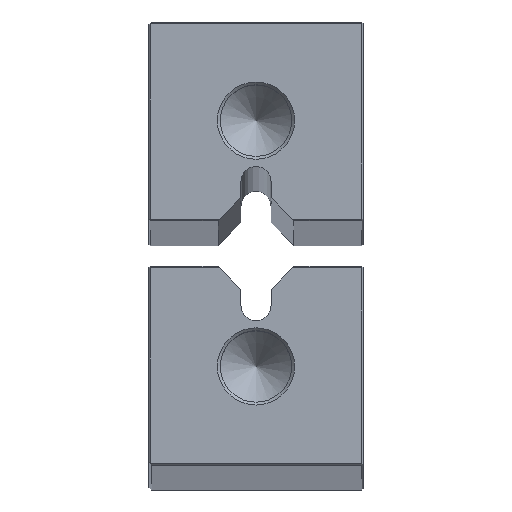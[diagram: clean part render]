
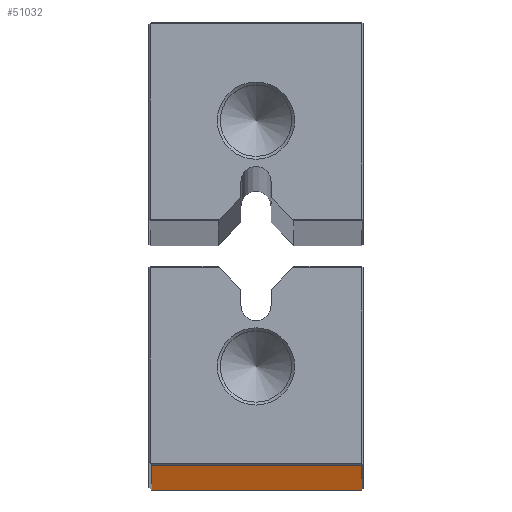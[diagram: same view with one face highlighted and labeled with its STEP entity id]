
A CAD part, top view. The second image highlights one B-rep face of the part: STEP entity #51032.
In plain terms, the highlighted planar face has unit normal (0, -1, 0).
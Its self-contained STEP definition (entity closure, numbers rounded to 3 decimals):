
#40182 = PLANE('',#40183);
#40183 = AXIS2_PLACEMENT_3D('',#40184,#40185,#40186);
#40184 = CARTESIAN_POINT('',(7.5,-15.45,0.05));
#40185 = DIRECTION('',(0.,0.707,0.707));
#40186 = DIRECTION('',(1.,0.,0.));
#40490 = PLANE('',#40491);
#40491 = AXIS2_PLACEMENT_3D('',#40492,#40493,#40494);
#40492 = CARTESIAN_POINT('',(7.5,-15.45,999.95));
#40493 = DIRECTION('',(0.,-0.707,
    0.707));
#40494 = DIRECTION('',(1.,0.,0.));
#40777 = PLANE('',#40778);
#40778 = AXIS2_PLACEMENT_3D('',#40779,#40780,#40781);
#40779 = CARTESIAN_POINT('',(-7.4,-15.4,0.));
#40780 = DIRECTION('',(-0.707,-0.707,
    0.));
#40781 = DIRECTION('',(0.,0.,1.));
#44361 = VERTEX_POINT('',#44362);
#44362 = CARTESIAN_POINT('',(7.4,-15.5,0.1));
#44383 = EDGE_CURVE('',#44361,#44384,#44386,.T.);
#44384 = VERTEX_POINT('',#44385);
#44385 = CARTESIAN_POINT('',(-7.3,-15.5,0.1));
#44386 = SURFACE_CURVE('',#44387,(#44391,#44398),.PCURVE_S1.);
#44387 = LINE('',#44388,#44389);
#44388 = CARTESIAN_POINT('',(7.5,-15.5,0.1));
#44389 = VECTOR('',#44390,1.);
#44390 = DIRECTION('',(-1.,0.,0.));
#44391 = PCURVE('',#40182,#44392);
#44392 = DEFINITIONAL_REPRESENTATION('',(#44393),#44397);
#44393 = LINE('',#44394,#44395);
#44394 = CARTESIAN_POINT('',(0.,-0.071));
#44395 = VECTOR('',#44396,1.);
#44396 = DIRECTION('',(-1.,0.));
#44397 = ( GEOMETRIC_REPRESENTATION_CONTEXT(2) 
PARAMETRIC_REPRESENTATION_CONTEXT() REPRESENTATION_CONTEXT('2D SPACE',''
  ) );
#44398 = PCURVE('',#44399,#44404);
#44399 = PLANE('',#44400);
#44400 = AXIS2_PLACEMENT_3D('',#44401,#44402,#44403);
#44401 = CARTESIAN_POINT('',(7.5,-15.5,0.));
#44402 = DIRECTION('',(0.,-1.,0.));
#44403 = DIRECTION('',(-1.,0.,0.));
#44404 = DEFINITIONAL_REPRESENTATION('',(#44405),#44409);
#44405 = LINE('',#44406,#44407);
#44406 = CARTESIAN_POINT('',(0.,-0.1));
#44407 = VECTOR('',#44408,1.);
#44408 = DIRECTION('',(1.,0.));
#44409 = ( GEOMETRIC_REPRESENTATION_CONTEXT(2) 
PARAMETRIC_REPRESENTATION_CONTEXT() REPRESENTATION_CONTEXT('2D SPACE',''
  ) );
#44676 = VERTEX_POINT('',#44677);
#44677 = CARTESIAN_POINT('',(7.4,-15.5,999.9));
#44698 = EDGE_CURVE('',#44676,#44699,#44701,.T.);
#44699 = VERTEX_POINT('',#44700);
#44700 = CARTESIAN_POINT('',(-7.3,-15.5,999.9));
#44701 = SURFACE_CURVE('',#44702,(#44706,#44713),.PCURVE_S1.);
#44702 = LINE('',#44703,#44704);
#44703 = CARTESIAN_POINT('',(7.5,-15.5,999.9));
#44704 = VECTOR('',#44705,1.);
#44705 = DIRECTION('',(-1.,0.,0.));
#44706 = PCURVE('',#40490,#44707);
#44707 = DEFINITIONAL_REPRESENTATION('',(#44708),#44712);
#44708 = LINE('',#44709,#44710);
#44709 = CARTESIAN_POINT('',(0.,-0.071));
#44710 = VECTOR('',#44711,1.);
#44711 = DIRECTION('',(-1.,0.));
#44712 = ( GEOMETRIC_REPRESENTATION_CONTEXT(2) 
PARAMETRIC_REPRESENTATION_CONTEXT() REPRESENTATION_CONTEXT('2D SPACE',''
  ) );
#44713 = PCURVE('',#44399,#44714);
#44714 = DEFINITIONAL_REPRESENTATION('',(#44715),#44719);
#44715 = LINE('',#44716,#44717);
#44716 = CARTESIAN_POINT('',(0.,-999.9));
#44717 = VECTOR('',#44718,1.);
#44718 = DIRECTION('',(1.,0.));
#44719 = ( GEOMETRIC_REPRESENTATION_CONTEXT(2) 
PARAMETRIC_REPRESENTATION_CONTEXT() REPRESENTATION_CONTEXT('2D SPACE',''
  ) );
#44855 = EDGE_CURVE('',#44384,#44699,#44856,.T.);
#44856 = SURFACE_CURVE('',#44857,(#44861,#44868),.PCURVE_S1.);
#44857 = LINE('',#44858,#44859);
#44858 = CARTESIAN_POINT('',(-7.3,-15.5,0.));
#44859 = VECTOR('',#44860,1.);
#44860 = DIRECTION('',(0.,0.,1.));
#44861 = PCURVE('',#40777,#44862);
#44862 = DEFINITIONAL_REPRESENTATION('',(#44863),#44867);
#44863 = LINE('',#44864,#44865);
#44864 = CARTESIAN_POINT('',(0.,-0.141));
#44865 = VECTOR('',#44866,1.);
#44866 = DIRECTION('',(1.,0.));
#44867 = ( GEOMETRIC_REPRESENTATION_CONTEXT(2) 
PARAMETRIC_REPRESENTATION_CONTEXT() REPRESENTATION_CONTEXT('2D SPACE',''
  ) );
#44868 = PCURVE('',#44399,#44869);
#44869 = DEFINITIONAL_REPRESENTATION('',(#44870),#44874);
#44870 = LINE('',#44871,#44872);
#44871 = CARTESIAN_POINT('',(14.8,0.));
#44872 = VECTOR('',#44873,1.);
#44873 = DIRECTION('',(0.,-1.));
#44874 = ( GEOMETRIC_REPRESENTATION_CONTEXT(2) 
PARAMETRIC_REPRESENTATION_CONTEXT() REPRESENTATION_CONTEXT('2D SPACE',''
  ) );
#50374 = PLANE('',#50375);
#50375 = AXIS2_PLACEMENT_3D('',#50376,#50377,#50378);
#50376 = CARTESIAN_POINT('',(7.45,-15.45,0.));
#50377 = DIRECTION('',(0.707,-0.707,0.));
#50378 = DIRECTION('',(0.,0.,1.));
#51032 = ADVANCED_FACE('',(#51033),#44399,.T.);
#51033 = FACE_BOUND('',#51034,.T.);
#51034 = EDGE_LOOP('',(#51035,#51056,#51057,#51058));
#51035 = ORIENTED_EDGE('',*,*,#51036,.T.);
#51036 = EDGE_CURVE('',#44361,#44676,#51037,.T.);
#51037 = SURFACE_CURVE('',#51038,(#51042,#51049),.PCURVE_S1.);
#51038 = LINE('',#51039,#51040);
#51039 = CARTESIAN_POINT('',(7.4,-15.5,0.));
#51040 = VECTOR('',#51041,1.);
#51041 = DIRECTION('',(0.,0.,1.));
#51042 = PCURVE('',#44399,#51043);
#51043 = DEFINITIONAL_REPRESENTATION('',(#51044),#51048);
#51044 = LINE('',#51045,#51046);
#51045 = CARTESIAN_POINT('',(0.1,0.));
#51046 = VECTOR('',#51047,1.);
#51047 = DIRECTION('',(0.,-1.));
#51048 = ( GEOMETRIC_REPRESENTATION_CONTEXT(2) 
PARAMETRIC_REPRESENTATION_CONTEXT() REPRESENTATION_CONTEXT('2D SPACE',''
  ) );
#51049 = PCURVE('',#50374,#51050);
#51050 = DEFINITIONAL_REPRESENTATION('',(#51051),#51055);
#51051 = LINE('',#51052,#51053);
#51052 = CARTESIAN_POINT('',(0.,0.071));
#51053 = VECTOR('',#51054,1.);
#51054 = DIRECTION('',(1.,0.));
#51055 = ( GEOMETRIC_REPRESENTATION_CONTEXT(2) 
PARAMETRIC_REPRESENTATION_CONTEXT() REPRESENTATION_CONTEXT('2D SPACE',''
  ) );
#51056 = ORIENTED_EDGE('',*,*,#44698,.T.);
#51057 = ORIENTED_EDGE('',*,*,#44855,.F.);
#51058 = ORIENTED_EDGE('',*,*,#44383,.F.);
